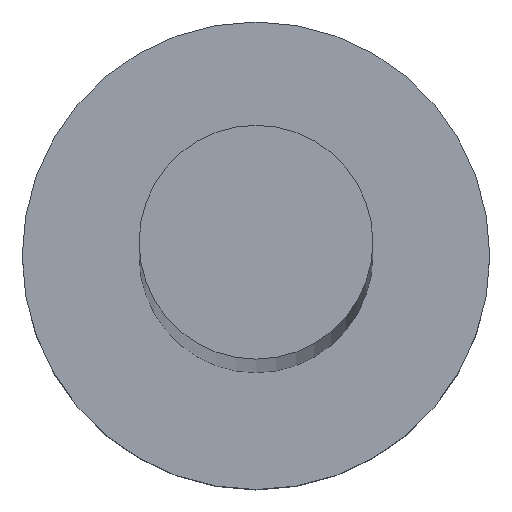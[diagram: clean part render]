
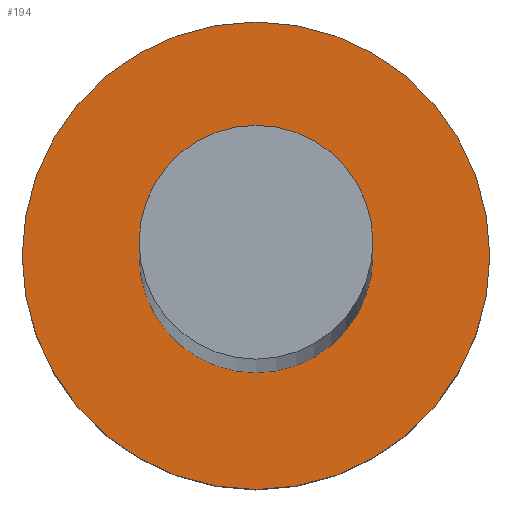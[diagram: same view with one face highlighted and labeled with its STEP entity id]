
A CAD part, top view. The second image highlights one B-rep face of the part: STEP entity #194.
In plain terms, the highlighted planar face has unit normal (0, 0, 1).
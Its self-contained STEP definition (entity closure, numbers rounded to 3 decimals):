
#7 = CARTESIAN_POINT ( 'NONE',  ( 0., 0., 3. ) ) ;
#9 = EDGE_CURVE ( 'NONE', #10, #62, #101, .T. ) ;
#10 = VERTEX_POINT ( 'NONE', #237 ) ;
#14 = CARTESIAN_POINT ( 'NONE',  ( 0., 0., 3. ) ) ;
#15 = DIRECTION ( 'NONE',  ( 1., 0., 0. ) ) ;
#36 = CARTESIAN_POINT ( 'NONE',  ( 1.5, 0., 3. ) ) ;
#39 = CARTESIAN_POINT ( 'NONE',  ( -1.5, 0., 3. ) ) ;
#42 = AXIS2_PLACEMENT_3D ( 'NONE', #99, #210, #135 ) ;
#62 = VERTEX_POINT ( 'NONE', #250 ) ;
#64 = VERTEX_POINT ( 'NONE', #39 ) ;
#75 = AXIS2_PLACEMENT_3D ( 'NONE', #7, #87, #162 ) ;
#77 = CARTESIAN_POINT ( 'NONE',  ( 0., 0., 3. ) ) ;
#78 = FACE_OUTER_BOUND ( 'NONE', #103, .T. ) ;
#80 = CIRCLE ( 'NONE', #164, 1.5 ) ;
#85 = VERTEX_POINT ( 'NONE', #36 ) ;
#87 = DIRECTION ( 'NONE',  ( 0., 0., 1. ) ) ;
#94 = DIRECTION ( 'NONE',  ( 1., 0., 0. ) ) ;
#99 = CARTESIAN_POINT ( 'NONE',  ( 0., 0., 3. ) ) ;
#101 = CIRCLE ( 'NONE', #75, 3. ) ;
#103 = EDGE_LOOP ( 'NONE', ( #151, #200 ) ) ;
#108 = EDGE_CURVE ( 'NONE', #62, #10, #220, .T. ) ;
#109 = CIRCLE ( 'NONE', #197, 1.5 ) ;
#135 = DIRECTION ( 'NONE',  ( 1., 0., 0. ) ) ;
#137 = AXIS2_PLACEMENT_3D ( 'NONE', #14, #154, #15 ) ;
#151 = ORIENTED_EDGE ( 'NONE', *, *, #9, .T. ) ;
#154 = DIRECTION ( 'NONE',  ( 0., 0., 1. ) ) ;
#162 = DIRECTION ( 'NONE',  ( 1., 0., 0. ) ) ;
#164 = AXIS2_PLACEMENT_3D ( 'NONE', #191, #193, #172 ) ;
#172 = DIRECTION ( 'NONE',  ( 1., 0., 0. ) ) ;
#178 = EDGE_CURVE ( 'NONE', #64, #85, #80, .T. ) ;
#191 = CARTESIAN_POINT ( 'NONE',  ( 0., 0., 3. ) ) ;
#193 = DIRECTION ( 'NONE',  ( 0., 0., 1. ) ) ;
#194 = ADVANCED_FACE ( 'NONE', ( #196, #78 ), #254, .T. ) ;
#196 = FACE_BOUND ( 'NONE', #222, .T. ) ;
#197 = AXIS2_PLACEMENT_3D ( 'NONE', #77, #229, #94 ) ;
#200 = ORIENTED_EDGE ( 'NONE', *, *, #108, .T. ) ;
#206 = ORIENTED_EDGE ( 'NONE', *, *, #178, .F. ) ;
#207 = EDGE_CURVE ( 'NONE', #85, #64, #109, .T. ) ;
#210 = DIRECTION ( 'NONE',  ( 0., 0., 1. ) ) ;
#217 = ORIENTED_EDGE ( 'NONE', *, *, #207, .F. ) ;
#220 = CIRCLE ( 'NONE', #42, 3. ) ;
#222 = EDGE_LOOP ( 'NONE', ( #206, #217 ) ) ;
#229 = DIRECTION ( 'NONE',  ( 0., 0., 1. ) ) ;
#237 = CARTESIAN_POINT ( 'NONE',  ( -3., 0., 3. ) ) ;
#250 = CARTESIAN_POINT ( 'NONE',  ( 3., 0., 3. ) ) ;
#254 = PLANE ( 'NONE',  #137 ) ;
